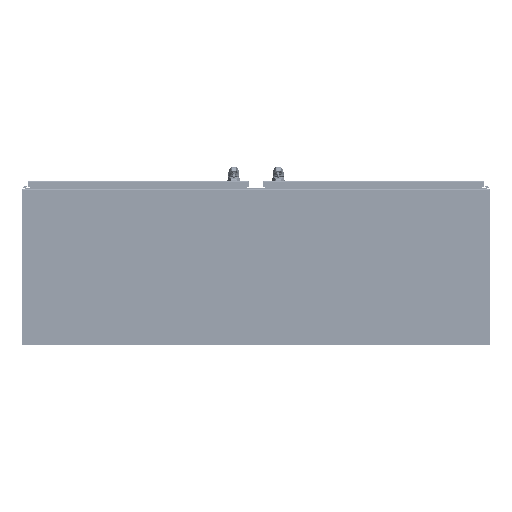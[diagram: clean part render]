
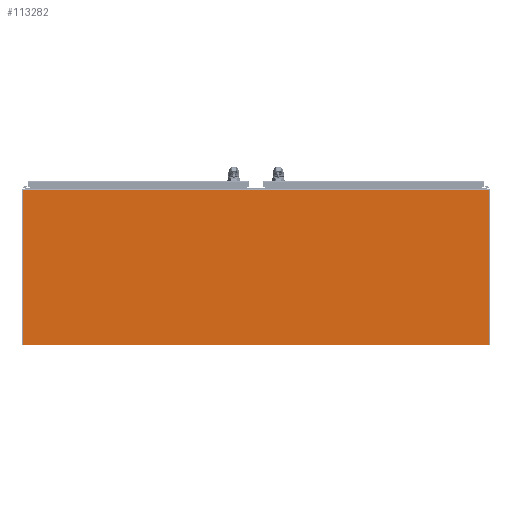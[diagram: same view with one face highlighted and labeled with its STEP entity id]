
A CAD part, front view. The second image highlights one B-rep face of the part: STEP entity #113282.
In plain terms, the highlighted face is planar.
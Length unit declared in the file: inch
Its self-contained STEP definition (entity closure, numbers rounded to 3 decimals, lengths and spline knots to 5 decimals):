
#15 = VERTEX_POINT ( 'NONE', #134377 ) ;
#3555 = VERTEX_POINT ( 'NONE', #57021 ) ;
#7418 = LINE ( 'NONE', #122616, #91656 ) ;
#9208 = CARTESIAN_POINT ( 'NONE',  ( 71.42915, -1.07685, 0.125 ) ) ;
#9362 = VERTEX_POINT ( 'NONE', #47423 ) ;
#10398 = PLANE ( 'NONE',  #64580 ) ;
#11251 = ORIENTED_EDGE ( 'NONE', *, *, #113828, .F. ) ;
#20579 = LINE ( 'NONE', #51307, #129554 ) ;
#32036 = CARTESIAN_POINT ( 'NONE',  ( 35.49165, 10.8294, 0.125 ) ) ;
#42623 = DIRECTION ( 'NONE',  ( 1., 0., 0. ) ) ;
#47423 = CARTESIAN_POINT ( 'NONE',  ( -0.44585, -1.07685, 0.125 ) ) ;
#50802 = VERTEX_POINT ( 'NONE', #9208 ) ;
#51307 = CARTESIAN_POINT ( 'NONE',  ( 71.42915, 22.7669, 0.125 ) ) ;
#57021 = CARTESIAN_POINT ( 'NONE',  ( 71.42915, 22.7669, 0.125 ) ) ;
#59320 = DIRECTION ( 'NONE',  ( 1., 0., 0. ) ) ;
#59372 = CARTESIAN_POINT ( 'NONE',  ( 17.5229, -1.07685, 0.125 ) ) ;
#64580 = AXIS2_PLACEMENT_3D ( 'NONE', #32036, #106063, #42623 ) ;
#71400 = DIRECTION ( 'NONE',  ( 0., 1., 0. ) ) ;
#75459 = EDGE_CURVE ( 'NONE', #3555, #50802, #20579, .T. ) ;
#76357 = VECTOR ( 'NONE', #71400, 39.37008 ) ;
#91519 = EDGE_CURVE ( 'NONE', #9362, #15, #104804, .T. ) ;
#91656 = VECTOR ( 'NONE', #59320, 39.37008 ) ;
#92487 = CARTESIAN_POINT ( 'NONE',  ( -0.44585, -1.1081, 0.125 ) ) ;
#94522 = VECTOR ( 'NONE', #112131, 39.37008 ) ;
#99540 = ORIENTED_EDGE ( 'NONE', *, *, #91519, .F. ) ;
#103549 = FACE_OUTER_BOUND ( 'NONE', #113113, .T. ) ;
#104502 = DIRECTION ( 'NONE',  ( 0., -1., 0. ) ) ;
#104804 = LINE ( 'NONE', #92487, #76357 ) ;
#106063 = DIRECTION ( 'NONE',  ( 0., 0., 1. ) ) ;
#112131 = DIRECTION ( 'NONE',  ( 1., 0., 0. ) ) ;
#113113 = EDGE_LOOP ( 'NONE', ( #119217, #129292, #11251, #99540 ) ) ;
#113282 = ADVANCED_FACE ( 'NONE', ( #103549 ), #10398, .T. ) ;
#113828 = EDGE_CURVE ( 'NONE', #15, #3555, #7418, .T. ) ;
#119217 = ORIENTED_EDGE ( 'NONE', *, *, #129572, .T. ) ;
#122616 = CARTESIAN_POINT ( 'NONE',  ( -0.44585, 22.7669, 0.125 ) ) ;
#122640 = LINE ( 'NONE', #59372, #94522 ) ;
#129292 = ORIENTED_EDGE ( 'NONE', *, *, #75459, .F. ) ;
#129554 = VECTOR ( 'NONE', #104502, 39.37008 ) ;
#129572 = EDGE_CURVE ( 'NONE', #9362, #50802, #122640, .T. ) ;
#134377 = CARTESIAN_POINT ( 'NONE',  ( -0.44585, 22.7669, 0.125 ) ) ;
